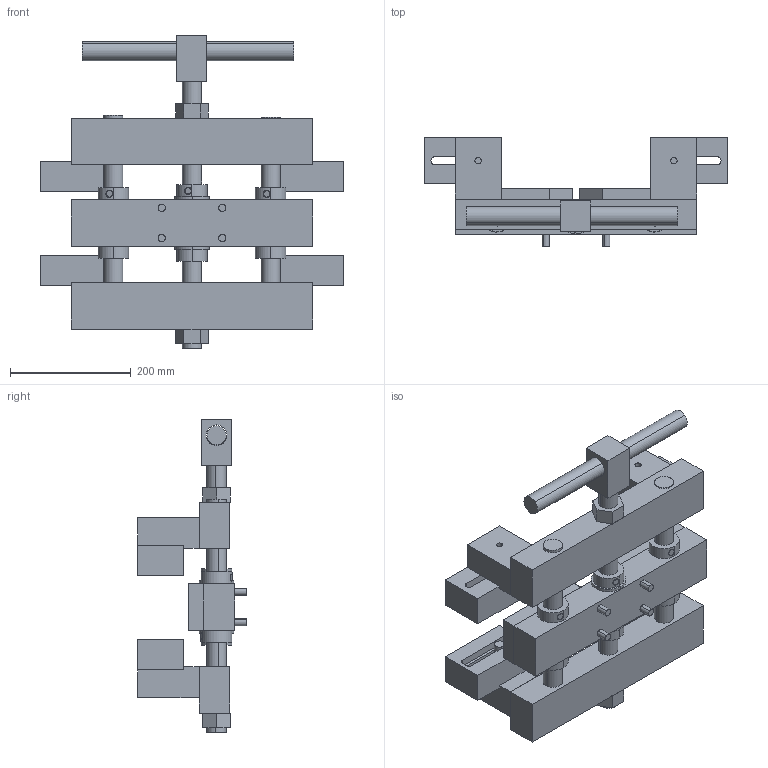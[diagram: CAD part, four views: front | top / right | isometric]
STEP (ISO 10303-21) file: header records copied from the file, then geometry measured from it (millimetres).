
FILE_DESCRIPTION (( 'STEP AP203' ), '1' );
FILE_NAME ('ViseAssembly.STEP', '2012-07-10T23:15:14', ( '' ), ( '' ), 'SwSTEP 2.0', 'SolidWorks 2010', '' );
FILE_SCHEMA (( 'CONFIG_CONTROL_DESIGN' ));
Length unit declared in the file: millimetre
Products named in the file (15): ClampBlock; SupportShaft; MediumShaftCollarAssem; MediumShaftCollar; CouplingSetscrew; Long2Screw; FixedBlock; ThreadedRod; MovingBlock; Raiser; SupportThrustWasher; LargeLHNut; HandleBlock; ClampJaw; ViseAssembly
Assembly tree (38 placements, depth 3):
  ViseAssembly
    HandleBlock
    ClampBlock  x4
    ThreadedRod
    MovingBlock  x2
    LargeLHNut  x2
    ClampJaw  x4
    Long2Screw  x8
    SupportShaft  x3
    MediumShaftCollarAssem  x6
      MediumShaftCollar
      CouplingSetscrew
    Raiser  x2
    SupportThrustWasher  x2
    FixedBlock
Bounding box: 501.6 x 179.6 x 516.2 mm (x, y, z)
Volume: 9422508.2 mm3; surface area: 1095541.2 mm2
Topology: 42 solids, 42 shells, 384 faces, 882 edges, 588 vertices
Faces by surface type: plane 206, cylinder 178
Entity records: 6479 total; most frequent: CARTESIAN_POINT 957, DIRECTION 754, ORIENTED_EDGE 612, EDGE_CURVE 306, AXIS2_PLACEMENT_3D 285, VERTEX_POINT 204, LINE 184, VECTOR 184
